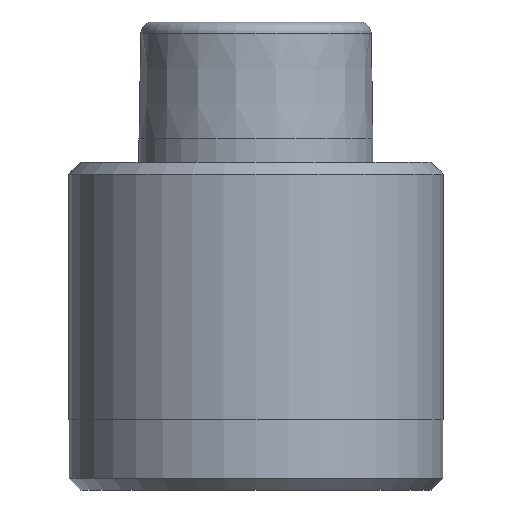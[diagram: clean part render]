
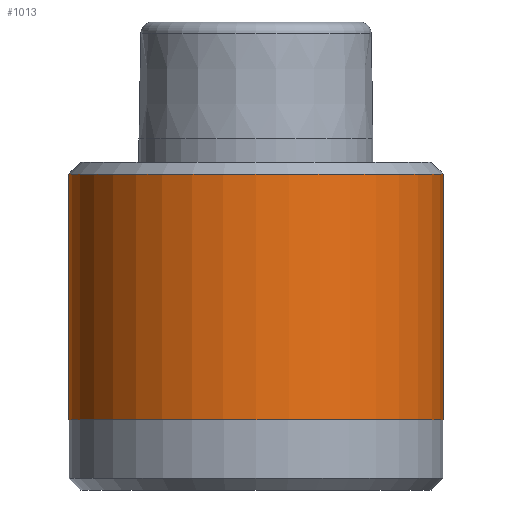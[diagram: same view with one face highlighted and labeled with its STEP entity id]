
A CAD part, front view. The second image highlights one B-rep face of the part: STEP entity #1013.
In plain terms, the highlighted cylindrical face has radius 8 mm (diameter 16 mm), a partial arc.
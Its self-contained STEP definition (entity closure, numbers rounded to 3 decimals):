
#56 = FACE_OUTER_BOUND ( 'NONE', #707, .T. ) ;
#65 = CARTESIAN_POINT ( 'NONE',  ( 8., 0., -15. ) ) ;
#109 = CARTESIAN_POINT ( 'NONE',  ( 0., 0., -12. ) ) ;
#212 = DIRECTION ( 'NONE',  ( 1., 0., 0. ) ) ;
#293 = CARTESIAN_POINT ( 'NONE',  ( 0., 0., -1.5 ) ) ;
#320 = CIRCLE ( 'NONE', #1061, 8. ) ;
#361 = CIRCLE ( 'NONE', #510, 8. ) ;
#463 = VECTOR ( 'NONE', #764, 1000. ) ;
#473 = CARTESIAN_POINT ( 'NONE',  ( -8., 0., -12. ) ) ;
#510 = AXIS2_PLACEMENT_3D ( 'NONE', #293, #1027, #873 ) ;
#528 = ORIENTED_EDGE ( 'NONE', *, *, #945, .F. ) ;
#545 = VERTEX_POINT ( 'NONE', #1033 ) ;
#564 = CARTESIAN_POINT ( 'NONE',  ( 0., 0., -15. ) ) ;
#577 = DIRECTION ( 'NONE',  ( 0., 0., 1. ) ) ;
#604 = VERTEX_POINT ( 'NONE', #893 ) ;
#707 = EDGE_LOOP ( 'NONE', ( #528, #1042, #1284, #723 ) ) ;
#723 = ORIENTED_EDGE ( 'NONE', *, *, #1184, .T. ) ;
#728 = LINE ( 'NONE', #1193, #463 ) ;
#738 = VERTEX_POINT ( 'NONE', #961 ) ;
#752 = DIRECTION ( 'NONE',  ( 0., 0., 1. ) ) ;
#764 = DIRECTION ( 'NONE',  ( 0., 0., 1. ) ) ;
#781 = VECTOR ( 'NONE', #752, 1000. ) ;
#825 = CYLINDRICAL_SURFACE ( 'NONE', #1026, 8. ) ;
#837 = DIRECTION ( 'NONE',  ( 0., 0., 1. ) ) ;
#869 = EDGE_CURVE ( 'NONE', #604, #738, #1059, .T. ) ;
#873 = DIRECTION ( 'NONE',  ( -1., 0., 0. ) ) ;
#893 = CARTESIAN_POINT ( 'NONE',  ( 8., 0., -12. ) ) ;
#945 = EDGE_CURVE ( 'NONE', #1011, #545, #728, .T. ) ;
#961 = CARTESIAN_POINT ( 'NONE',  ( 8., 0., -1.5 ) ) ;
#1011 = VERTEX_POINT ( 'NONE', #473 ) ;
#1013 = ADVANCED_FACE ( 'NONE', ( #56 ), #825, .T. ) ;
#1026 = AXIS2_PLACEMENT_3D ( 'NONE', #564, #577, #1098 ) ;
#1027 = DIRECTION ( 'NONE',  ( 0., 0., -1. ) ) ;
#1033 = CARTESIAN_POINT ( 'NONE',  ( -8., 0., -1.5 ) ) ;
#1042 = ORIENTED_EDGE ( 'NONE', *, *, #1248, .T. ) ;
#1059 = LINE ( 'NONE', #65, #781 ) ;
#1061 = AXIS2_PLACEMENT_3D ( 'NONE', #109, #837, #212 ) ;
#1098 = DIRECTION ( 'NONE',  ( 1., 0., 0. ) ) ;
#1184 = EDGE_CURVE ( 'NONE', #738, #545, #361, .T. ) ;
#1193 = CARTESIAN_POINT ( 'NONE',  ( -8., 0., -15. ) ) ;
#1248 = EDGE_CURVE ( 'NONE', #1011, #604, #320, .T. ) ;
#1284 = ORIENTED_EDGE ( 'NONE', *, *, #869, .T. ) ;
